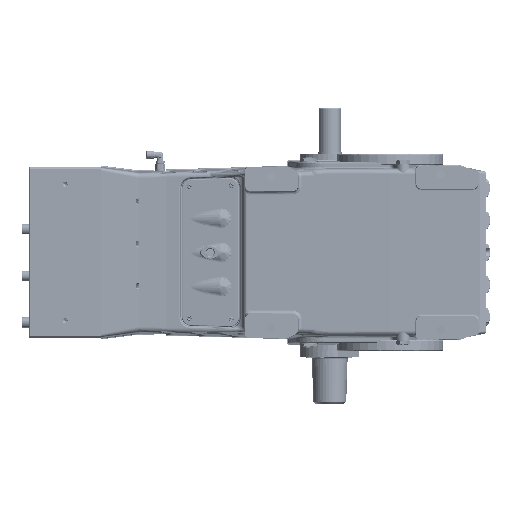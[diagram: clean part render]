
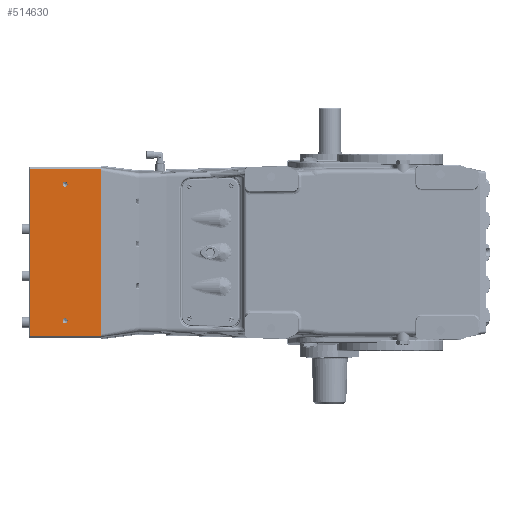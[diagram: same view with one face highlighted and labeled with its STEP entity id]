
A CAD part, left-side view. The second image highlights one B-rep face of the part: STEP entity #514630.
In plain terms, the highlighted planar face has unit normal (-1, 0, 0).
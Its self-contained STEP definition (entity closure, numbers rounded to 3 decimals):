
#512861=CARTESIAN_POINT('',(-191.437,546.516,-35.));
#512862=VERTEX_POINT('',#512861);
#512922=CARTESIAN_POINT('',(-191.437,546.516,345.));
#512923=VERTEX_POINT('',#512922);
#512937=CARTESIAN_POINT('',(-191.437,546.516,-35.));
#512938=DIRECTION('',(0.0,0.0,1.0));
#512939=VECTOR('',#512938,380.);
#512940=LINE('',#512937,#512939);
#512941=EDGE_CURVE('',#512862,#512923,#512940,.T.);
#513259=CARTESIAN_POINT('',(-191.437,385.516,345.));
#513260=VERTEX_POINT('',#513259);
#513308=CARTESIAN_POINT('',(-191.437,385.516,-35.));
#513309=VERTEX_POINT('',#513308);
#513325=CARTESIAN_POINT('',(-191.437,385.516,-35.));
#513326=DIRECTION('',(0.0,0.0,1.0));
#513327=VECTOR('',#513326,380.);
#513328=LINE('',#513325,#513327);
#513329=EDGE_CURVE('',#513309,#513260,#513328,.T.);
#513752=CARTESIAN_POINT('',(-191.437,546.516,345.));
#513753=DIRECTION('',(0.0,-1.0,0.0));
#513754=VECTOR('',#513753,161.0);
#513755=LINE('',#513752,#513754);
#513756=EDGE_CURVE('',#512923,#513260,#513755,.T.);
#513788=CARTESIAN_POINT('',(-191.437,546.516,-35.));
#513789=DIRECTION('',(0.0,-1.0,0.0));
#513790=VECTOR('',#513789,161.0);
#513791=LINE('',#513788,#513790);
#513792=EDGE_CURVE('',#512862,#513309,#513791,.T.);
#514579=CARTESIAN_POINT('',(-191.437,548.517,345.001));
#514580=DIRECTION('',(1.0,0.0,0.0));
#514581=DIRECTION('',(0.0,-1.0,0.0));
#514582=AXIS2_PLACEMENT_3D('',#514579,#514580,#514581);
#514583=PLANE('',#514582);
#514584=ORIENTED_EDGE('',*,*,#512941,.F.);
#514585=ORIENTED_EDGE('',*,*,#513792,.T.);
#514586=ORIENTED_EDGE('',*,*,#513329,.T.);
#514587=ORIENTED_EDGE('',*,*,#513756,.F.);
#514588=EDGE_LOOP('',(#514584,#514585,#514586,#514587));
#514589=FACE_OUTER_BOUND('',#514588,.T.);
#514590=CARTESIAN_POINT('',(-191.437,472.116,310.));
#514591=VERTEX_POINT('',#514590);
#514592=CARTESIAN_POINT('',(-191.437,460.916,310.));
#514593=VERTEX_POINT('',#514592);
#514594=CARTESIAN_POINT('',(-191.437,466.516,310.));
#514595=DIRECTION('',(-1.0,0.,0.));
#514596=DIRECTION('',(0.,-1.0,0.));
#514597=AXIS2_PLACEMENT_3D('',#514594,#514595,#514596);
#514598=CIRCLE('',#514597,5.6);
#514599=EDGE_CURVE('',#514591,#514593,#514598,.T.);
#514600=ORIENTED_EDGE('',*,*,#514599,.F.);
#514601=CARTESIAN_POINT('',(-191.437,466.516,310.));
#514602=DIRECTION('',(-1.0,0.,0.));
#514603=DIRECTION('',(0.,-1.0,0.));
#514604=AXIS2_PLACEMENT_3D('',#514601,#514602,#514603);
#514605=CIRCLE('',#514604,5.6);
#514606=EDGE_CURVE('',#514593,#514591,#514605,.T.);
#514607=ORIENTED_EDGE('',*,*,#514606,.F.);
#514608=EDGE_LOOP('',(#514600,#514607));
#514609=FACE_BOUND('',#514608,.T.);
#514610=CARTESIAN_POINT('',(-191.437,472.116,0.));
#514611=VERTEX_POINT('',#514610);
#514612=CARTESIAN_POINT('',(-191.437,460.916,0.));
#514613=VERTEX_POINT('',#514612);
#514614=CARTESIAN_POINT('',(-191.437,466.516,0.));
#514615=DIRECTION('',(-1.0,0.,0.));
#514616=DIRECTION('',(0.,-1.0,0.));
#514617=AXIS2_PLACEMENT_3D('',#514614,#514615,#514616);
#514618=CIRCLE('',#514617,5.6);
#514619=EDGE_CURVE('',#514611,#514613,#514618,.T.);
#514620=ORIENTED_EDGE('',*,*,#514619,.F.);
#514621=CARTESIAN_POINT('',(-191.437,466.516,0.));
#514622=DIRECTION('',(-1.0,0.,0.));
#514623=DIRECTION('',(0.,-1.0,0.));
#514624=AXIS2_PLACEMENT_3D('',#514621,#514622,#514623);
#514625=CIRCLE('',#514624,5.6);
#514626=EDGE_CURVE('',#514613,#514611,#514625,.T.);
#514627=ORIENTED_EDGE('',*,*,#514626,.F.);
#514628=EDGE_LOOP('',(#514620,#514627));
#514629=FACE_BOUND('',#514628,.T.);
#514630=ADVANCED_FACE('',(#514589,#514609,#514629),#514583,.F.);
